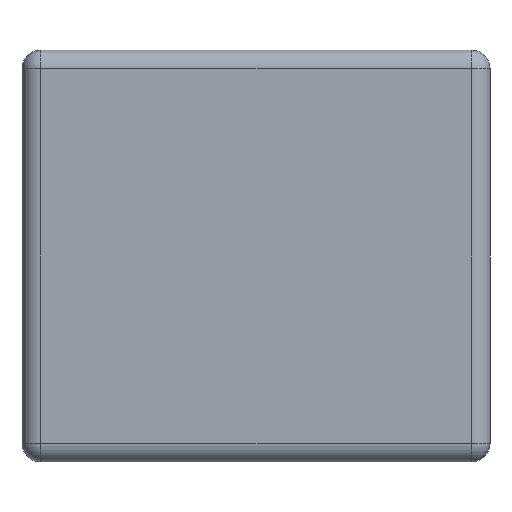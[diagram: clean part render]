
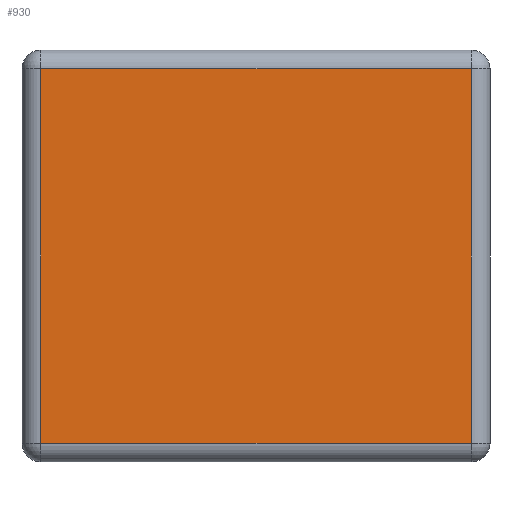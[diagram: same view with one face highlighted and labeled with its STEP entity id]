
A CAD part, left-side view. The second image highlights one B-rep face of the part: STEP entity #930.
In plain terms, the highlighted free-form (B-spline) face has degree [1, 1] with [2, 2] control points.
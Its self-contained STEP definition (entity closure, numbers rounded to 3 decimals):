
#834=CARTESIAN_POINT('',(-1.,-0.575,0.05));
#835=VERTEX_POINT('',#834);
#851=CARTESIAN_POINT('',(-1.,-0.575,1.05));
#852=VERTEX_POINT('',#851);
#860=CARTESIAN_POINT('',(-1.,-0.575,1.05));
#861=DIRECTION('',(0.0,0.0,-1.0));
#862=VECTOR('',#861,1.);
#863=LINE('',#860,#862);
#864=EDGE_CURVE('',#852,#835,#863,.T.);
#900=CARTESIAN_POINT('',(-1.,-0.575,1.05));
#901=CARTESIAN_POINT('',(-1.,-0.575,0.05));
#902=CARTESIAN_POINT('',(-1.,0.575,1.05));
#903=CARTESIAN_POINT('',(-1.,0.575,0.05));
#904=B_SPLINE_SURFACE_WITH_KNOTS('',1,1,((#900,#902),(#901,#903)),.UNSPECIFIED.,.F.,.F.,.U.,(2,2),(2,2),(0.0,1.),(0.0,1.15),.UNSPECIFIED.);
#905=CARTESIAN_POINT('',(-1.,0.575,0.05));
#906=VERTEX_POINT('',#905);
#907=CARTESIAN_POINT('',(-1.,-0.575,0.05));
#908=DIRECTION('',(0.0,1.0,0.0));
#909=VECTOR('',#908,1.15);
#910=LINE('',#907,#909);
#911=EDGE_CURVE('',#835,#906,#910,.T.);
#912=ORIENTED_EDGE('',*,*,#911,.F.);
#913=ORIENTED_EDGE('',*,*,#864,.F.);
#914=CARTESIAN_POINT('',(-1.,0.575,1.05));
#915=VERTEX_POINT('',#914);
#916=CARTESIAN_POINT('',(-1.,0.575,1.05));
#917=DIRECTION('',(0.0,-1.0,0.0));
#918=VECTOR('',#917,1.15);
#919=LINE('',#916,#918);
#920=EDGE_CURVE('',#915,#852,#919,.T.);
#921=ORIENTED_EDGE('',*,*,#920,.F.);
#922=CARTESIAN_POINT('',(-1.,0.575,0.05));
#923=DIRECTION('',(0.0,0.0,1.0));
#924=VECTOR('',#923,1.);
#925=LINE('',#922,#924);
#926=EDGE_CURVE('',#906,#915,#925,.T.);
#927=ORIENTED_EDGE('',*,*,#926,.F.);
#928=EDGE_LOOP('',(#912,#913,#921,#927));
#929=FACE_OUTER_BOUND('',#928,.T.);
#930=ADVANCED_FACE('',(#929),#904,.F.);
